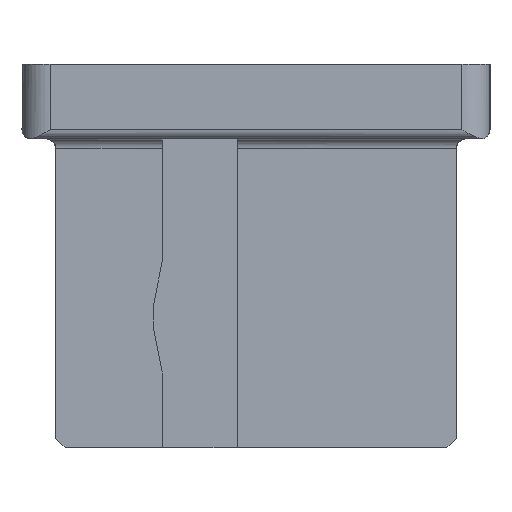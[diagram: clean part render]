
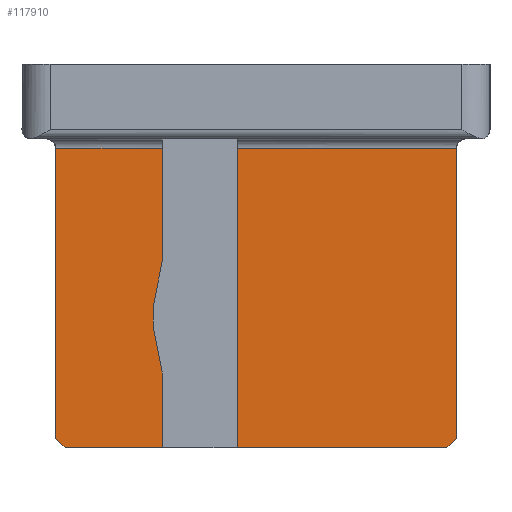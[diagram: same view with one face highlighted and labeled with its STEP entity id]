
A CAD part, left-side view. The second image highlights one B-rep face of the part: STEP entity #117910.
In plain terms, the highlighted planar face has unit normal (-1, 0, 0).
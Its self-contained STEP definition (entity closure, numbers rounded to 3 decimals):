
#24080=CARTESIAN_POINT('',(0.953,0.,7.741));
#24090=DIRECTION('',(-0.,-1.,-0.));
#24100=VECTOR('',#24090,1.);
#24110=LINE('',#24080,#24100);
#24120=CARTESIAN_POINT('',(0.953,2.668,
7.741));
#24130=VERTEX_POINT('',#24120);
#24140=CARTESIAN_POINT('',(0.953,-1.412,
7.741));
#24150=VERTEX_POINT('',#24140);
#24160=EDGE_CURVE('',#24130,#24150,#24110,.T.);
#40490=CARTESIAN_POINT('',(0.953,-1.512,
7.841));
#40500=VERTEX_POINT('',#40490);
#40530=CARTESIAN_POINT('',(0.953,-1.512,0.));
#40540=DIRECTION('',(-0.,0.,-1.));
#40550=VECTOR('',#40540,1.);
#40560=LINE('',#40530,#40550);
#40570=CARTESIAN_POINT('',(0.953,-1.512,
10.941));
#40580=VERTEX_POINT('',#40570);
#40590=EDGE_CURVE('',#40580,#40500,#40560,.T.);
#48080=CARTESIAN_POINT('',(0.953,2.768,
10.941));
#48090=VERTEX_POINT('',#48080);
#48120=CARTESIAN_POINT('',(0.953,2.768,0.));
#48130=DIRECTION('',(-0.,-0.,1.));
#48140=VECTOR('',#48130,1.);
#48150=LINE('',#48120,#48140);
#48160=CARTESIAN_POINT('',(0.953,2.768,
7.841));
#48170=VERTEX_POINT('',#48160);
#48180=EDGE_CURVE('',#48170,#48090,#48150,.T.);
#56280=CARTESIAN_POINT('',(0.953,1.728,
9.241));
#56290=VERTEX_POINT('',#56280);
#56340=CARTESIAN_POINT('',(0.953,3.576,0.));
#56350=DIRECTION('',(-0.,-0.196,0.981));
#56360=VECTOR('',#56350,1.);
#56370=LINE('',#56340,#56360);
#56380=CARTESIAN_POINT('',(0.953,1.628,
9.741));
#56390=VERTEX_POINT('',#56380);
#56400=EDGE_CURVE('',#56290,#56390,#56370,.T.);
#59170=CARTESIAN_POINT('',(0.953,-5.073,0.));
#59180=DIRECTION('',(0.,-0.707,-0.707));
#59190=VECTOR('',#59180,1.);
#59200=LINE('',#59170,#59190);
#59210=EDGE_CURVE('',#48170,#24130,#59200,.T.);
#63780=CARTESIAN_POINT('',(0.953,6.328,0.));
#63790=DIRECTION('',(0.,0.707,-0.707));
#63800=VECTOR('',#63790,1.);
#63810=LINE('',#63780,#63800);
#63820=EDGE_CURVE('',#40500,#24150,#63810,.T.);
#111980=CARTESIAN_POINT('',(0.953,1.628,0.));
#111990=DIRECTION('',(0.,0.,1.));
#112000=VECTOR('',#111990,1.);
#112010=LINE('',#111980,#112000);
#112020=CARTESIAN_POINT('',(0.953,1.628,
7.841));
#112030=VERTEX_POINT('',#112020);
#112040=CARTESIAN_POINT('',(0.953,1.628,
8.541));
#112050=VERTEX_POINT('',#112040);
#112060=EDGE_CURVE('',#112030,#112050,#112010,.T.);
#112460=CARTESIAN_POINT('',(0.953,-0.081,0.));
#112470=DIRECTION('',(-0.,0.196,0.981));
#112480=VECTOR('',#112470,1.);
#112490=LINE('',#112460,#112480);
#112500=CARTESIAN_POINT('',(0.953,1.728,
9.041));
#112510=VERTEX_POINT('',#112500);
#112520=EDGE_CURVE('',#112050,#112510,#112490,.T.);
#112960=CARTESIAN_POINT('',(0.953,1.628,
10.941));
#112970=VERTEX_POINT('',#112960);
#113000=CARTESIAN_POINT('',(0.953,1.587,
10.941));
#113010=DIRECTION('',(0.,1.,0.));
#113020=VECTOR('',#113010,1.);
#113030=LINE('',#113000,#113020);
#113040=EDGE_CURVE('',#112970,#48090,#113030,.T.);
#113750=CARTESIAN_POINT('',(0.953,0.828,0.));
#113760=DIRECTION('',(-0.,-0.,-1.));
#113770=VECTOR('',#113760,1.);
#113780=LINE('',#113750,#113770);
#113790=CARTESIAN_POINT('',(0.953,0.828,
10.941));
#113800=VERTEX_POINT('',#113790);
#113810=CARTESIAN_POINT('',(0.953,0.828,
7.841));
#113820=VERTEX_POINT('',#113810);
#113830=EDGE_CURVE('',#113800,#113820,#113780,.T.);
#116760=CARTESIAN_POINT('',(0.953,1.728,0.));
#116770=DIRECTION('',(0.,0.,1.));
#116780=VECTOR('',#116770,1.);
#116790=LINE('',#116760,#116780);
#116800=EDGE_CURVE('',#112510,#56290,#116790,.T.);
#117190=CARTESIAN_POINT('',(0.953,1.628,0.));
#117200=DIRECTION('',(-0.,-0.,1.));
#117210=VECTOR('',#117200,1.);
#117220=LINE('',#117190,#117210);
#117230=EDGE_CURVE('',#56390,#112970,#117220,.T.);
#117480=CARTESIAN_POINT('',(0.953,-1.683,
10.941));
#117490=DIRECTION('',(0.,1.,0.));
#117500=VECTOR('',#117490,1.);
#117510=LINE('',#117480,#117500);
#117520=EDGE_CURVE('',#40580,#113800,#117510,.T.);
#117650=CARTESIAN_POINT('',(0.953,-1.62,
11.022));
#117660=DIRECTION('',(-1.,0.,0.));
#117670=DIRECTION('',(0.,1.,0.));
#117680=AXIS2_PLACEMENT_3D('',#117650,#117660,#117670);
#117690=PLANE('',#117680);
#117700=ORIENTED_EDGE('',*,*,#59210,.T.);
#117710=ORIENTED_EDGE('',*,*,#48180,.F.);
#117720=ORIENTED_EDGE('',*,*,#113040,.T.);
#117730=ORIENTED_EDGE('',*,*,#117230,.T.);
#117740=ORIENTED_EDGE('',*,*,#56400,.T.);
#117750=ORIENTED_EDGE('',*,*,#116800,.T.);
#117760=ORIENTED_EDGE('',*,*,#112520,.T.);
#117770=ORIENTED_EDGE('',*,*,#112060,.T.);
#117780=CARTESIAN_POINT('',(0.953,0.,7.841));
#117790=DIRECTION('',(0.,-1.,-0.));
#117800=VECTOR('',#117790,1.);
#117810=LINE('',#117780,#117800);
#117820=EDGE_CURVE('',#112030,#113820,#117810,.T.);
#117830=ORIENTED_EDGE('',*,*,#117820,.F.);
#117840=ORIENTED_EDGE('',*,*,#113830,.T.);
#117850=ORIENTED_EDGE('',*,*,#117520,.T.);
#117860=ORIENTED_EDGE('',*,*,#40590,.F.);
#117870=ORIENTED_EDGE('',*,*,#63820,.F.);
#117880=ORIENTED_EDGE('',*,*,#24160,.T.);
#117890=EDGE_LOOP('',(#117880,#117870,#117860,#117850,#117840,#117830,
#117770,#117760,#117750,#117740,#117730,#117720,#117710,#117700));
#117900=FACE_OUTER_BOUND('',#117890,.T.);
#117910=ADVANCED_FACE('',(#117900),#117690,.T.);
